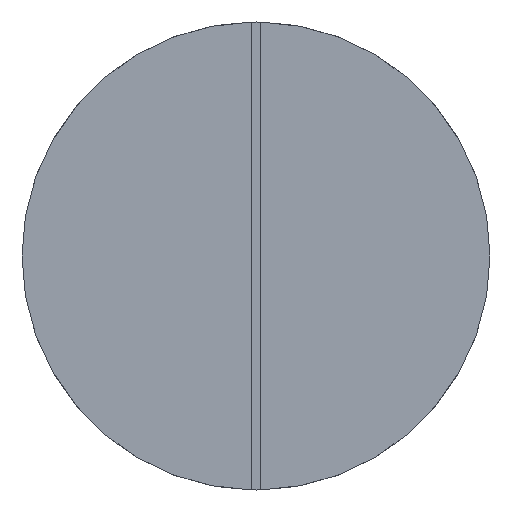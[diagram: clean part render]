
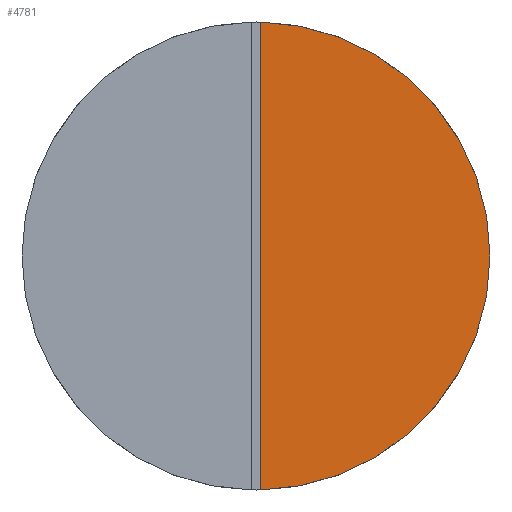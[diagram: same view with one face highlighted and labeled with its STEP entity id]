
A CAD part, left-side view. The second image highlights one B-rep face of the part: STEP entity #4781.
In plain terms, the highlighted planar face has unit normal (-1, 0, 0).
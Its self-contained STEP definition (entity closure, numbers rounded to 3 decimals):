
#381=PLANE('',#5031);
#628=CIRCLE('',#5032,15.7);
#922=VERTEX_POINT('',#6840);
#923=VERTEX_POINT('',#6841);
#1372=VECTOR('',#5579,1.);
#1660=LINE('',#6839,#1372);
#1980=EDGE_CURVE('',#922,#923,#1660,.T.);
#1981=EDGE_CURVE('',#922,#923,#628,.T.);
#2760=ORIENTED_EDGE('',*,*,#1980,.F.);
#2761=ORIENTED_EDGE('',*,*,#1981,.T.);
#4234=EDGE_LOOP('',(#2760,#2761));
#4509=FACE_BOUND('',#4234,.T.);
#4781=ADVANCED_FACE('',(#4509),#381,.F.);
#5031=AXIS2_PLACEMENT_3D('',#6838,#5578,$);
#5032=AXIS2_PLACEMENT_3D('',#6842,#5580,#5581);
#5578=DIRECTION('',(1.,0.,0.));
#5579=DIRECTION('',(0.,0.,1.));
#5580=DIRECTION('',(-1.,0.,0.));
#5581=DIRECTION('',(0.,0.,15.7));
#6838=CARTESIAN_POINT('',(-277.,0.,15.7));
#6839=CARTESIAN_POINT('',(-277.,-0.3,-15.697));
#6840=CARTESIAN_POINT('',(-277.,-0.3,-15.697));
#6841=CARTESIAN_POINT('',(-277.,-0.3,15.697));
#6842=CARTESIAN_POINT('',(-277.,0.,0.));
